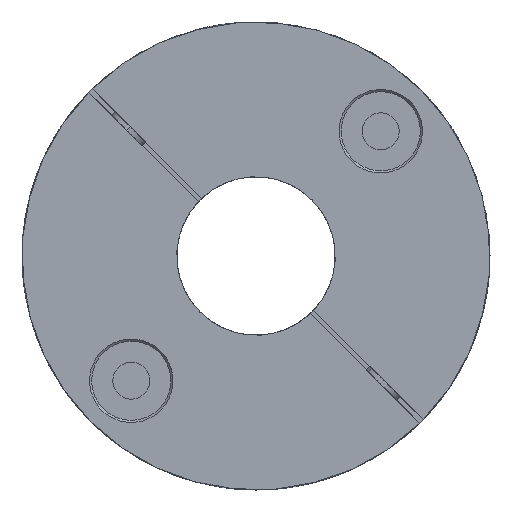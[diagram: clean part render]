
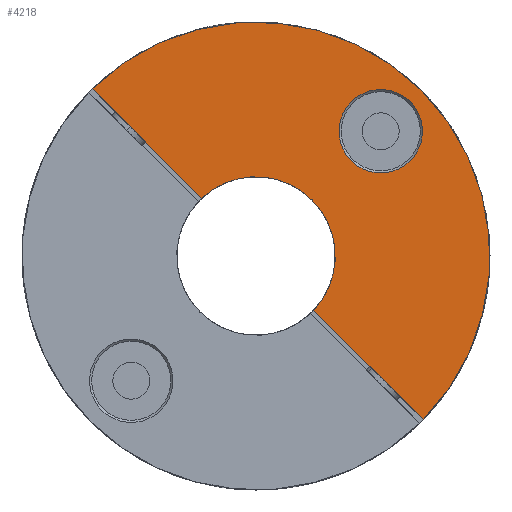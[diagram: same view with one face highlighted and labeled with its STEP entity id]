
A CAD part, front view. The second image highlights one B-rep face of the part: STEP entity #4218.
In plain terms, the highlighted face is planar.
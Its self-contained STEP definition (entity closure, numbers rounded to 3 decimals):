
#417=PLANE('',#4737);
#753=VECTOR('',#8746,1.);
#754=VECTOR('',#8749,1.);
#985=LINE('',#7212,#753);
#986=LINE('',#7217,#754);
#1323=VERTEX_POINT('',#6997);
#1324=VERTEX_POINT('',#6999);
#1360=VERTEX_POINT('',#7198);
#1361=VERTEX_POINT('',#7200);
#1364=VERTEX_POINT('',#7213);
#1365=VERTEX_POINT('',#7214);
#1366=VERTEX_POINT('',#7216);
#1610=CIRCLE('',#4703,5.8);
#1632=CIRCLE('',#4734,11.01);
#1634=CIRCLE('',#4738,32.49);
#1635=CIRCLE('',#4739,11.01);
#1636=CIRCLE('',#4740,5.8);
#2145=EDGE_CURVE('',#1324,#1323,#1610,.T.);
#2194=EDGE_CURVE('',#1361,#1360,#1632,.T.);
#2199=EDGE_CURVE('',#1364,#1365,#985,.T.);
#2200=EDGE_CURVE('',#1364,#1366,#1634,.T.);
#2201=EDGE_CURVE('',#1361,#1366,#986,.T.);
#2202=EDGE_CURVE('',#1360,#1365,#1635,.T.);
#2203=EDGE_CURVE('',#1323,#1324,#1636,.T.);
#3198=ORIENTED_EDGE('',*,*,#2199,.F.);
#3199=ORIENTED_EDGE('',*,*,#2200,.T.);
#3200=ORIENTED_EDGE('',*,*,#2201,.F.);
#3201=ORIENTED_EDGE('',*,*,#2194,.T.);
#3202=ORIENTED_EDGE('',*,*,#2202,.T.);
#3203=ORIENTED_EDGE('',*,*,#2145,.T.);
#3204=ORIENTED_EDGE('',*,*,#2203,.T.);
#3690=EDGE_LOOP('',(#3198,#3199,#3200,#3201,#3202));
#3691=EDGE_LOOP('',(#3203,#3204));
#3978=FACE_BOUND('',#3690,.T.);
#3979=FACE_BOUND('',#3691,.T.);
#4218=ADVANCED_FACE('',(#3978,#3979),#417,.T.);
#4703=AXIS2_PLACEMENT_3D('',#6998,#8653,#8654);
#4734=AXIS2_PLACEMENT_3D('',#7199,#8738,#8739);
#4737=AXIS2_PLACEMENT_3D('',#7211,#8745,$);
#4738=AXIS2_PLACEMENT_3D('',#7215,#8747,#8748);
#4739=AXIS2_PLACEMENT_3D('',#7218,#8750,#8751);
#4740=AXIS2_PLACEMENT_3D('',#7219,#8752,#8753);
#6997=CARTESIAN_POINT('',(0.,12.,18.7));
#6998=CARTESIAN_POINT('',(0.,12.,24.5));
#6999=CARTESIAN_POINT('',(0.,12.,30.3));
#7198=CARTESIAN_POINT('',(0.,12.,11.01));
#7199=CARTESIAN_POINT('',(0.,12.,0.));
#7200=CARTESIAN_POINT('',(11.004,12.,0.35));
#7211=CARTESIAN_POINT('',(0.,12.,0.));
#7212=CARTESIAN_POINT('',(-32.488,12.,0.35));
#7213=CARTESIAN_POINT('',(-32.488,12.,0.35));
#7214=CARTESIAN_POINT('',(-11.004,12.,0.35));
#7215=CARTESIAN_POINT('',(0.,12.,0.));
#7216=CARTESIAN_POINT('',(32.488,12.,0.35));
#7217=CARTESIAN_POINT('',(11.004,12.,0.35));
#7218=CARTESIAN_POINT('',(0.,12.,0.));
#7219=CARTESIAN_POINT('',(0.,12.,24.5));
#8653=DIRECTION('',(0.,-1.,0.));
#8654=DIRECTION('',(0.,0.,5.8));
#8738=DIRECTION('',(0.,-1.,0.));
#8739=DIRECTION('',(0.,0.,11.01));
#8745=DIRECTION('',(0.,1.,0.));
#8746=DIRECTION('',(1.,0.,0.));
#8747=DIRECTION('',(0.,1.,0.));
#8748=DIRECTION('',(0.,0.,32.49));
#8749=DIRECTION('',(1.,0.,0.));
#8750=DIRECTION('',(0.,-1.,0.));
#8751=DIRECTION('',(0.,0.,11.01));
#8752=DIRECTION('',(0.,-1.,0.));
#8753=DIRECTION('',(0.,0.,5.8));
